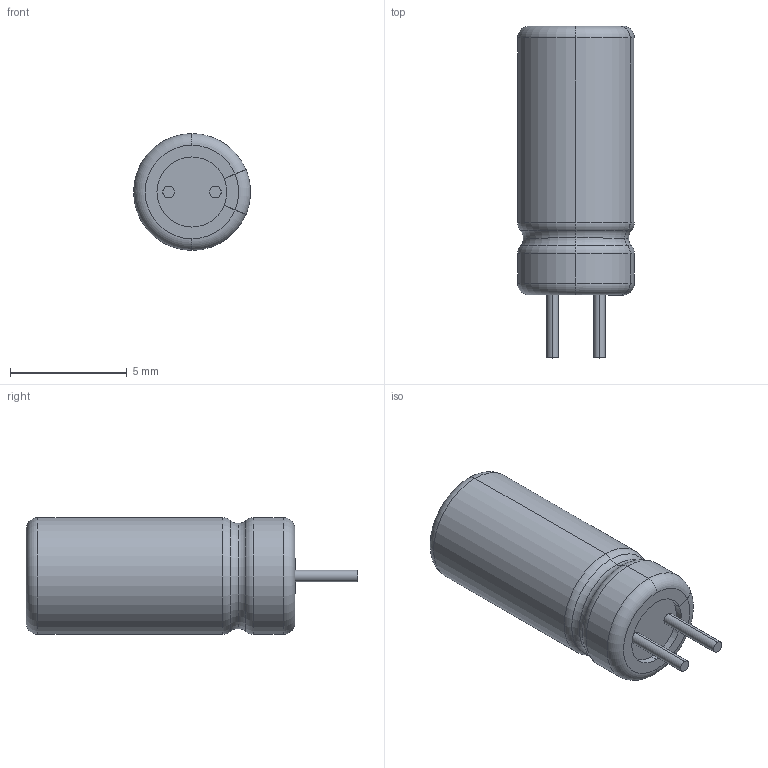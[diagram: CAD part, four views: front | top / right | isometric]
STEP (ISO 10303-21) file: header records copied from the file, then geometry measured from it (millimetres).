
FILE_DESCRIPTION (( 'STEP AP214' ), '1' );
FILE_NAME ('User Library-Capacitor Radial Electrolitic.STEP', '2014-03-13T06:55:31', ( 'Windows User' ), ( '' ), 'SwSTEP 2.0', 'SolidWorks 2014', '' );
FILE_SCHEMA (( 'AUTOMOTIVE_DESIGN' ));
Length unit declared in the file: millimetre
Products named in the file (1): User Library-Capacitor Radial Electrolitic
Bounding box: 5 x 14.21 x 5 mm (x, y, z)
Volume: 218.9 mm3; surface area: 229.3 mm2
Topology: 1 solids, 1 shells, 54 faces, 136 edges, 86 vertices
Faces by surface type: torus 24, cylinder 20, plane 10
Entity records: 2080 total; most frequent: CARTESIAN_POINT 321, DIRECTION 318, ORIENTED_EDGE 272, AXIS2_PLACEMENT_3D 139, EDGE_CURVE 136, VERTEX_POINT 86, CIRCLE 84, EDGE_LOOP 56
